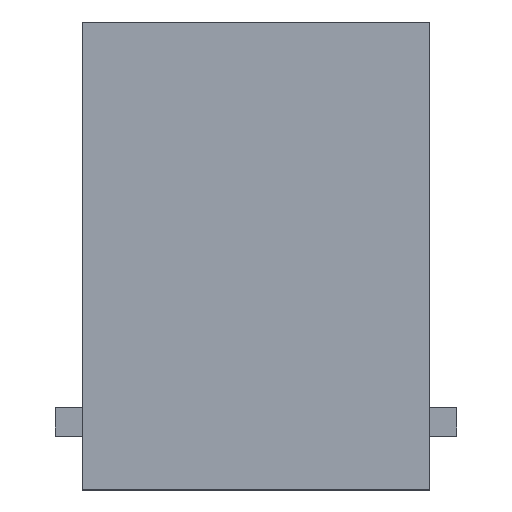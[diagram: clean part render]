
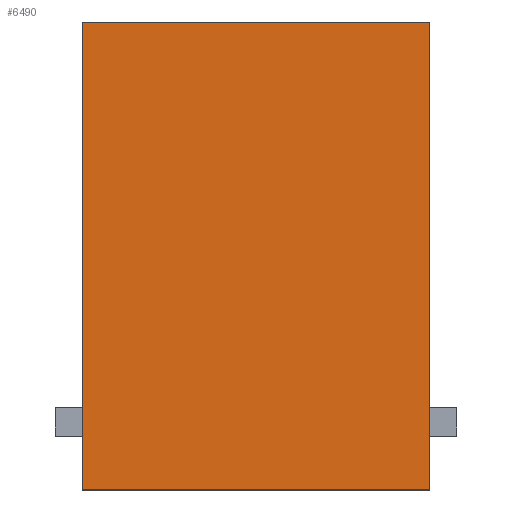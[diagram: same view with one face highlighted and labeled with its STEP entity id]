
A CAD part, top view. The second image highlights one B-rep face of the part: STEP entity #6490.
In plain terms, the highlighted planar face has unit normal (0, 0, 1).
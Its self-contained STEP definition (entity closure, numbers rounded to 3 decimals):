
#1470 = PLANE('',#1471);
#1471 = AXIS2_PLACEMENT_3D('',#1472,#1473,#1474);
#1472 = CARTESIAN_POINT('',(7.684,-10.541,0.));
#1473 = DIRECTION('',(0.,-1.,0.));
#1474 = DIRECTION('',(-1.,0.,0.));
#4025 = VERTEX_POINT('',#4026);
#4026 = CARTESIAN_POINT('',(7.684,-10.541,12.852));
#4040 = PLANE('',#4041);
#4041 = AXIS2_PLACEMENT_3D('',#4042,#4043,#4044);
#4042 = CARTESIAN_POINT('',(7.684,10.16,0.));
#4043 = DIRECTION('',(1.,0.,0.));
#4044 = DIRECTION('',(0.,-1.,0.));
#4052 = EDGE_CURVE('',#4025,#4053,#4055,.T.);
#4053 = VERTEX_POINT('',#4054);
#4054 = CARTESIAN_POINT('',(-7.684,-10.541,12.852));
#4055 = SURFACE_CURVE('',#4056,(#4060,#4067),.PCURVE_S1.);
#4056 = LINE('',#4057,#4058);
#4057 = CARTESIAN_POINT('',(7.684,-10.541,12.852));
#4058 = VECTOR('',#4059,1.);
#4059 = DIRECTION('',(-1.,0.,0.));
#4060 = PCURVE('',#1470,#4061);
#4061 = DEFINITIONAL_REPRESENTATION('',(#4062),#4066);
#4062 = LINE('',#4063,#4064);
#4063 = CARTESIAN_POINT('',(0.,-12.852));
#4064 = VECTOR('',#4065,1.);
#4065 = DIRECTION('',(1.,0.));
#4066 = ( GEOMETRIC_REPRESENTATION_CONTEXT(2) 
PARAMETRIC_REPRESENTATION_CONTEXT() REPRESENTATION_CONTEXT('2D SPACE',''
  ) );
#4067 = PCURVE('',#4068,#4073);
#4068 = PLANE('',#4069);
#4069 = AXIS2_PLACEMENT_3D('',#4070,#4071,#4072);
#4070 = CARTESIAN_POINT('',(0.,-0.191,12.852));
#4071 = DIRECTION('',(-0.,-0.,-1.));
#4072 = DIRECTION('',(-1.,0.,0.));
#4073 = DEFINITIONAL_REPRESENTATION('',(#4074),#4078);
#4074 = LINE('',#4075,#4076);
#4075 = CARTESIAN_POINT('',(-7.684,-10.351));
#4076 = VECTOR('',#4077,1.);
#4077 = DIRECTION('',(1.,0.));
#4078 = ( GEOMETRIC_REPRESENTATION_CONTEXT(2) 
PARAMETRIC_REPRESENTATION_CONTEXT() REPRESENTATION_CONTEXT('2D SPACE',''
  ) );
#4096 = PLANE('',#4097);
#4097 = AXIS2_PLACEMENT_3D('',#4098,#4099,#4100);
#4098 = CARTESIAN_POINT('',(-7.684,-10.541,0.));
#4099 = DIRECTION('',(-1.,0.,0.));
#4100 = DIRECTION('',(0.,1.,0.));
#4848 = VERTEX_POINT('',#4849);
#4849 = CARTESIAN_POINT('',(7.684,10.16,12.852));
#4863 = PLANE('',#4864);
#4864 = AXIS2_PLACEMENT_3D('',#4865,#4866,#4867);
#4865 = CARTESIAN_POINT('',(-7.684,10.16,0.));
#4866 = DIRECTION('',(0.,1.,0.));
#4867 = DIRECTION('',(1.,0.,0.));
#4875 = EDGE_CURVE('',#4848,#4025,#4876,.T.);
#4876 = SURFACE_CURVE('',#4877,(#4881,#4888),.PCURVE_S1.);
#4877 = LINE('',#4878,#4879);
#4878 = CARTESIAN_POINT('',(7.684,10.16,12.852));
#4879 = VECTOR('',#4880,1.);
#4880 = DIRECTION('',(0.,-1.,0.));
#4881 = PCURVE('',#4040,#4882);
#4882 = DEFINITIONAL_REPRESENTATION('',(#4883),#4887);
#4883 = LINE('',#4884,#4885);
#4884 = CARTESIAN_POINT('',(0.,-12.852));
#4885 = VECTOR('',#4886,1.);
#4886 = DIRECTION('',(1.,0.));
#4887 = ( GEOMETRIC_REPRESENTATION_CONTEXT(2) 
PARAMETRIC_REPRESENTATION_CONTEXT() REPRESENTATION_CONTEXT('2D SPACE',''
  ) );
#4888 = PCURVE('',#4068,#4889);
#4889 = DEFINITIONAL_REPRESENTATION('',(#4890),#4894);
#4890 = LINE('',#4891,#4892);
#4891 = CARTESIAN_POINT('',(-7.684,10.351));
#4892 = VECTOR('',#4893,1.);
#4893 = DIRECTION('',(0.,-1.));
#4894 = ( GEOMETRIC_REPRESENTATION_CONTEXT(2) 
PARAMETRIC_REPRESENTATION_CONTEXT() REPRESENTATION_CONTEXT('2D SPACE',''
  ) );
#6490 = ADVANCED_FACE('',(#6491),#4068,.F.);
#6491 = FACE_BOUND('',#6492,.F.);
#6492 = EDGE_LOOP('',(#6493,#6516,#6517,#6518));
#6493 = ORIENTED_EDGE('',*,*,#6494,.T.);
#6494 = EDGE_CURVE('',#6495,#4848,#6497,.T.);
#6495 = VERTEX_POINT('',#6496);
#6496 = CARTESIAN_POINT('',(-7.684,10.16,12.852));
#6497 = SURFACE_CURVE('',#6498,(#6502,#6509),.PCURVE_S1.);
#6498 = LINE('',#6499,#6500);
#6499 = CARTESIAN_POINT('',(-7.684,10.16,12.852));
#6500 = VECTOR('',#6501,1.);
#6501 = DIRECTION('',(1.,0.,0.));
#6502 = PCURVE('',#4068,#6503);
#6503 = DEFINITIONAL_REPRESENTATION('',(#6504),#6508);
#6504 = LINE('',#6505,#6506);
#6505 = CARTESIAN_POINT('',(7.684,10.351));
#6506 = VECTOR('',#6507,1.);
#6507 = DIRECTION('',(-1.,0.));
#6508 = ( GEOMETRIC_REPRESENTATION_CONTEXT(2) 
PARAMETRIC_REPRESENTATION_CONTEXT() REPRESENTATION_CONTEXT('2D SPACE',''
  ) );
#6509 = PCURVE('',#4863,#6510);
#6510 = DEFINITIONAL_REPRESENTATION('',(#6511),#6515);
#6511 = LINE('',#6512,#6513);
#6512 = CARTESIAN_POINT('',(0.,-12.852));
#6513 = VECTOR('',#6514,1.);
#6514 = DIRECTION('',(1.,0.));
#6515 = ( GEOMETRIC_REPRESENTATION_CONTEXT(2) 
PARAMETRIC_REPRESENTATION_CONTEXT() REPRESENTATION_CONTEXT('2D SPACE',''
  ) );
#6516 = ORIENTED_EDGE('',*,*,#4875,.T.);
#6517 = ORIENTED_EDGE('',*,*,#4052,.T.);
#6518 = ORIENTED_EDGE('',*,*,#6519,.T.);
#6519 = EDGE_CURVE('',#4053,#6495,#6520,.T.);
#6520 = SURFACE_CURVE('',#6521,(#6525,#6532),.PCURVE_S1.);
#6521 = LINE('',#6522,#6523);
#6522 = CARTESIAN_POINT('',(-7.684,-10.541,12.852));
#6523 = VECTOR('',#6524,1.);
#6524 = DIRECTION('',(0.,1.,0.));
#6525 = PCURVE('',#4068,#6526);
#6526 = DEFINITIONAL_REPRESENTATION('',(#6527),#6531);
#6527 = LINE('',#6528,#6529);
#6528 = CARTESIAN_POINT('',(7.684,-10.351));
#6529 = VECTOR('',#6530,1.);
#6530 = DIRECTION('',(0.,1.));
#6531 = ( GEOMETRIC_REPRESENTATION_CONTEXT(2) 
PARAMETRIC_REPRESENTATION_CONTEXT() REPRESENTATION_CONTEXT('2D SPACE',''
  ) );
#6532 = PCURVE('',#4096,#6533);
#6533 = DEFINITIONAL_REPRESENTATION('',(#6534),#6538);
#6534 = LINE('',#6535,#6536);
#6535 = CARTESIAN_POINT('',(0.,-12.852));
#6536 = VECTOR('',#6537,1.);
#6537 = DIRECTION('',(1.,0.));
#6538 = ( GEOMETRIC_REPRESENTATION_CONTEXT(2) 
PARAMETRIC_REPRESENTATION_CONTEXT() REPRESENTATION_CONTEXT('2D SPACE',''
  ) );
